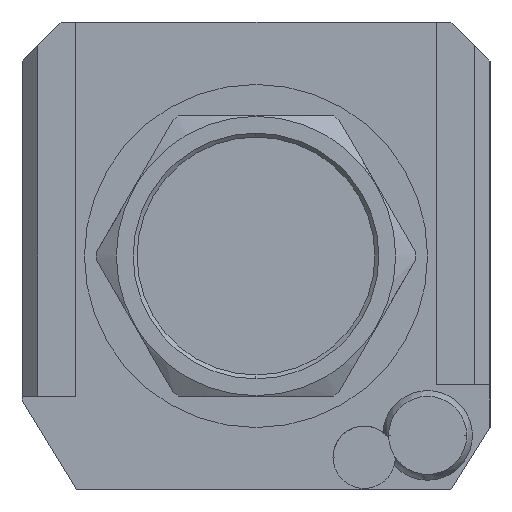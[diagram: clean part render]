
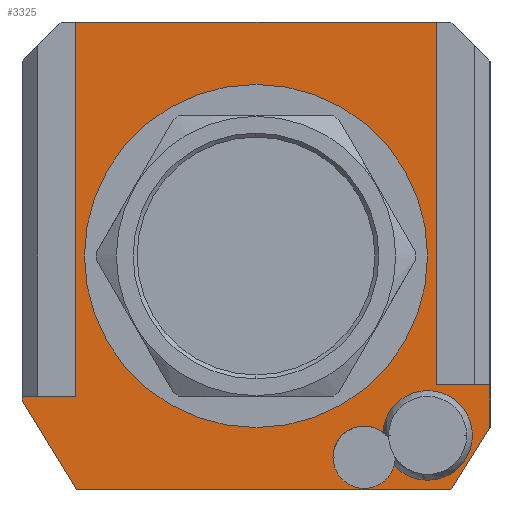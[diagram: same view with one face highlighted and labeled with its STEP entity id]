
A CAD part, left-side view. The second image highlights one B-rep face of the part: STEP entity #3325.
In plain terms, the highlighted planar face has unit normal (-1, 0, 0).
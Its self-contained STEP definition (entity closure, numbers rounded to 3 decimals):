
#433=DIRECTION('',(0.,0.,1.));
#434=VECTOR('',#433,0.5);
#435=CARTESIAN_POINT('',(-63.8,30.,-18.5));
#436=LINE('',#435,#434);
#587=DIRECTION('',(0.,1.,0.));
#588=VECTOR('',#587,48.);
#589=CARTESIAN_POINT('',(-63.8,-24.,30.));
#590=LINE('',#589,#588);
#647=DIRECTION('',(0.,0.,1.));
#648=VECTOR('',#647,5.5);
#649=CARTESIAN_POINT('',(-63.8,-30.,-22.));
#650=LINE('',#649,#648);
#749=DIRECTION('',(0.,0.53,-0.848));
#750=VECTOR('',#749,9.434);
#751=CARTESIAN_POINT('',(-63.8,-30.,-22.));
#752=LINE('',#751,#750);
#753=DIRECTION('',(0.,1.,0.));
#754=VECTOR('',#753,6.);
#755=CARTESIAN_POINT('',(-63.8,24.,-18.));
#756=LINE('',#755,#754);
#757=DIRECTION('',(0.,0.,-1.));
#758=VECTOR('',#757,46.5);
#759=CARTESIAN_POINT('',(-63.8,-24.,30.));
#760=LINE('',#759,#758);
#761=DIRECTION('',(0.,1.,0.));
#762=VECTOR('',#761,6.);
#763=CARTESIAN_POINT('',(-63.8,-30.,-16.5));
#764=LINE('',#763,#762);
#765=CARTESIAN_POINT('',(-63.8,0.,0.));
#766=DIRECTION('',(1.,0.,0.));
#767=DIRECTION('',(0.,0.902,0.431));
#768=AXIS2_PLACEMENT_3D('',#765,#766,#767);
#770=DIRECTION('',(0.,0.,1.));
#771=VECTOR('',#770,18.099);
#772=CARTESIAN_POINT('',(-63.8,18.95,-9.05));
#773=LINE('',#772,#771);
#774=CARTESIAN_POINT('',(-63.8,0.,0.));
#775=DIRECTION('',(1.,0.,0.));
#776=DIRECTION('',(0.,-0.902,-0.431));
#777=AXIS2_PLACEMENT_3D('',#774,#775,#776);
#779=DIRECTION('',(0.,0.,1.));
#780=VECTOR('',#779,18.099);
#781=CARTESIAN_POINT('',(-63.8,-18.95,-9.05));
#782=LINE('',#781,#780);
#783=CARTESIAN_POINT('',(-63.8,-22.,-23.));
#784=DIRECTION('',(-1.,0.,0.));
#785=DIRECTION('',(0.,0.,1.));
#786=AXIS2_PLACEMENT_3D('',#783,#784,#785);
#788=CARTESIAN_POINT('',(-63.8,-22.,-23.));
#789=DIRECTION('',(-1.,0.,0.));
#790=DIRECTION('',(0.,0.,-1.));
#791=AXIS2_PLACEMENT_3D('',#788,#789,#790);
#793=CARTESIAN_POINT('',(-63.8,-13.869,-25.8));
#794=DIRECTION('',(1.,0.,0.));
#795=DIRECTION('',(0.,-1.,0.));
#796=AXIS2_PLACEMENT_3D('',#793,#794,#795);
#798=CARTESIAN_POINT('',(-63.8,-13.869,-25.8));
#799=DIRECTION('',(1.,0.,0.));
#800=DIRECTION('',(0.,1.,0.));
#801=AXIS2_PLACEMENT_3D('',#798,#799,#800);
#803=DIRECTION('',(0.,0.,-1.));
#804=VECTOR('',#803,48.);
#805=CARTESIAN_POINT('',(-63.8,24.,30.));
#806=LINE('',#805,#804);
#839=DIRECTION('',(0.,1.,0.));
#840=VECTOR('',#839,48.);
#841=CARTESIAN_POINT('',(-63.8,-25.,-30.));
#842=LINE('',#841,#840);
#851=DIRECTION('',(0.,0.52,0.854));
#852=VECTOR('',#851,13.463);
#853=CARTESIAN_POINT('',(-63.8,23.,-30.));
#854=LINE('',#853,#852);
#2130=CARTESIAN_POINT('',(-63.8,-30.,-22.));
#2131=CARTESIAN_POINT('',(-63.8,-30.,-16.5));
#2132=VERTEX_POINT('',#2130);
#2133=VERTEX_POINT('',#2131);
#2134=CARTESIAN_POINT('',(-63.8,-25.,-30.));
#2135=CARTESIAN_POINT('',(-63.8,23.,-30.));
#2136=VERTEX_POINT('',#2134);
#2137=VERTEX_POINT('',#2135);
#2138=CARTESIAN_POINT('',(-63.8,30.,-18.5));
#2139=CARTESIAN_POINT('',(-63.8,30.,-18.));
#2140=VERTEX_POINT('',#2138);
#2141=VERTEX_POINT('',#2139);
#2154=CARTESIAN_POINT('',(-63.8,-24.,30.));
#2155=VERTEX_POINT('',#2154);
#2156=CARTESIAN_POINT('',(-63.8,24.,30.));
#2157=VERTEX_POINT('',#2156);
#2162=CARTESIAN_POINT('',(-63.8,24.,-18.));
#2164=VERTEX_POINT('',#2162);
#2172=CARTESIAN_POINT('',(-63.8,-24.,-16.5));
#2173=VERTEX_POINT('',#2172);
#2217=CARTESIAN_POINT('',(-63.8,18.95,9.05));
#2218=CARTESIAN_POINT('',(-63.8,-18.95,9.05));
#2219=VERTEX_POINT('',#2217);
#2220=VERTEX_POINT('',#2218);
#2221=CARTESIAN_POINT('',(-63.8,-18.95,-9.05));
#2222=CARTESIAN_POINT('',(-63.8,18.95,-9.05));
#2223=VERTEX_POINT('',#2221);
#2224=VERTEX_POINT('',#2222);
#2237=CARTESIAN_POINT('',(-63.8,-22.,-17.246));
#2238=CARTESIAN_POINT('',(-63.8,-22.,-28.754));
#2239=VERTEX_POINT('',#2237);
#2240=VERTEX_POINT('',#2238);
#2265=CARTESIAN_POINT('',(-63.8,-15.869,-25.8));
#2266=CARTESIAN_POINT('',(-63.8,-11.869,-25.8));
#2267=VERTEX_POINT('',#2265);
#2268=VERTEX_POINT('',#2266);
#3281=CARTESIAN_POINT('',(-63.8,0.,0.));
#3282=DIRECTION('',(-1.,0.,0.));
#3283=DIRECTION('',(0.,0.,1.));
#3284=AXIS2_PLACEMENT_3D('',#3281,#3282,#3283);
#3285=PLANE('',#3284);
#3286=ORIENTED_EDGE('',*,*,#3090,.F.);
#3288=ORIENTED_EDGE('',*,*,#3287,.F.);
#3289=ORIENTED_EDGE('',*,*,#3122,.F.);
#3291=ORIENTED_EDGE('',*,*,#3290,.T.);
#3293=ORIENTED_EDGE('',*,*,#3292,.F.);
#3294=ORIENTED_EDGE('',*,*,#3210,.F.);
#3295=ORIENTED_EDGE('',*,*,#3272,.T.);
#3297=ORIENTED_EDGE('',*,*,#3296,.T.);
#3299=ORIENTED_EDGE('',*,*,#3298,.T.);
#3300=ORIENTED_EDGE('',*,*,#3017,.T.);
#3301=EDGE_LOOP('',(#3286,#3288,#3289,#3291,#3293,#3294,#3295,#3297,#3299,
#3300));
#3302=FACE_OUTER_BOUND('',#3301,.F.);
#3304=ORIENTED_EDGE('',*,*,#3303,.F.);
#3306=ORIENTED_EDGE('',*,*,#3305,.F.);
#3308=ORIENTED_EDGE('',*,*,#3307,.F.);
#3310=ORIENTED_EDGE('',*,*,#3309,.T.);
#3311=EDGE_LOOP('',(#3304,#3306,#3308,#3310));
#3312=FACE_BOUND('',#3311,.F.);
#3314=ORIENTED_EDGE('',*,*,#3313,.T.);
#3316=ORIENTED_EDGE('',*,*,#3315,.T.);
#3317=EDGE_LOOP('',(#3314,#3316));
#3318=FACE_BOUND('',#3317,.F.);
#3320=ORIENTED_EDGE('',*,*,#3319,.F.);
#3322=ORIENTED_EDGE('',*,*,#3321,.F.);
#3323=EDGE_LOOP('',(#3320,#3322));
#3324=FACE_BOUND('',#3323,.F.);
#3325=ADVANCED_FACE('',(#3302,#3312,#3318,#3324),#3285,.T.);
#769=CIRCLE('',#768,21.);
#778=CIRCLE('',#777,21.);
#787=CIRCLE('',#786,5.754);
#792=CIRCLE('',#791,5.754);
#797=CIRCLE('',#796,2.);
#802=CIRCLE('',#801,2.);
#3017=EDGE_CURVE('',#2140,#2141,#436,.T.);
#3090=EDGE_CURVE('',#2164,#2141,#756,.T.);
#3122=EDGE_CURVE('',#2155,#2157,#590,.T.);
#3210=EDGE_CURVE('',#2132,#2133,#650,.T.);
#3272=EDGE_CURVE('',#2132,#2136,#752,.T.);
#3287=EDGE_CURVE('',#2157,#2164,#806,.T.);
#3290=EDGE_CURVE('',#2155,#2173,#760,.T.);
#3292=EDGE_CURVE('',#2133,#2173,#764,.T.);
#3296=EDGE_CURVE('',#2136,#2137,#842,.T.);
#3298=EDGE_CURVE('',#2137,#2140,#854,.T.);
#3303=EDGE_CURVE('',#2219,#2220,#769,.T.);
#3305=EDGE_CURVE('',#2224,#2219,#773,.T.);
#3307=EDGE_CURVE('',#2223,#2224,#778,.T.);
#3309=EDGE_CURVE('',#2223,#2220,#782,.T.);
#3313=EDGE_CURVE('',#2239,#2240,#787,.T.);
#3315=EDGE_CURVE('',#2240,#2239,#792,.T.);
#3319=EDGE_CURVE('',#2267,#2268,#797,.T.);
#3321=EDGE_CURVE('',#2268,#2267,#802,.T.);
